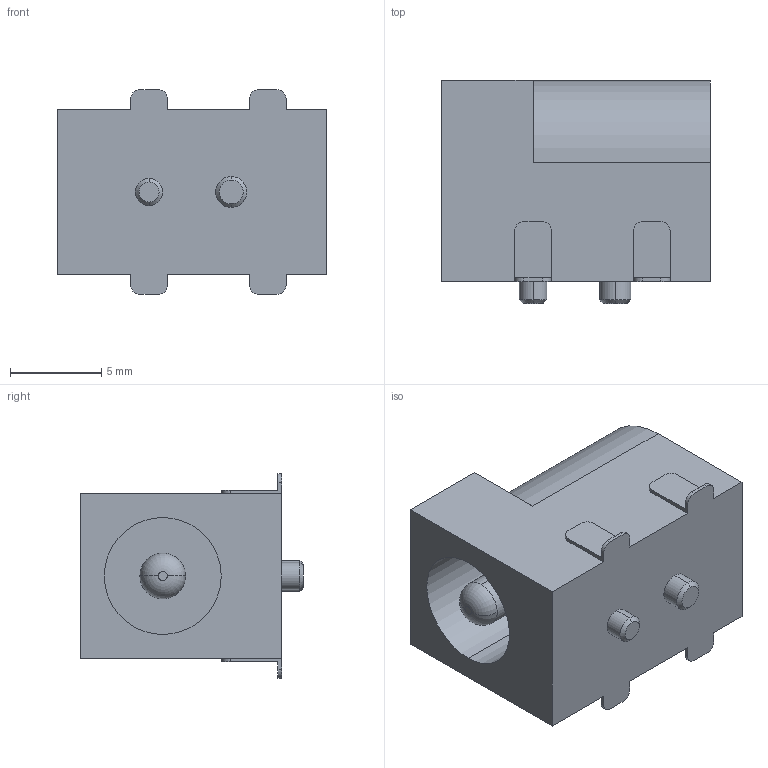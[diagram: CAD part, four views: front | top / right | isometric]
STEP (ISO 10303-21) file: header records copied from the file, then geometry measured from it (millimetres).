
FILE_DESCRIPTION (( 'STEP AP214' ), '1' );
FILE_NAME ('User Library-dc50-1.STEP', '2019-09-27T16:19:43', ( '' ), ( '' ), 'SwSTEP 2.0', 'SolidWorks 2019', '' );
FILE_SCHEMA (( 'AUTOMOTIVE_DESIGN' ));
Length unit declared in the file: millimetre
Products named in the file (1): User Library-dc50-1
Bounding box: 14.7 x 12.2 x 11.2 mm (x, y, z)
Volume: 1080.9 mm3; surface area: 1085.8 mm2
Topology: 1 solids, 1 shells, 67 faces, 178 edges, 117 vertices
Faces by surface type: plane 36, cylinder 25, cone 4, torus 2
Entity records: 2215 total; most frequent: CARTESIAN_POINT 457, DIRECTION 371, ORIENTED_EDGE 356, EDGE_CURVE 178, AXIS2_PLACEMENT_3D 127, LINE 117, VECTOR 117, VERTEX_POINT 117
